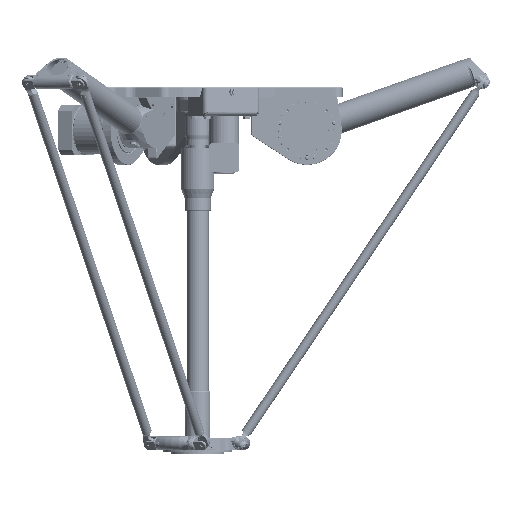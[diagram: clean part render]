
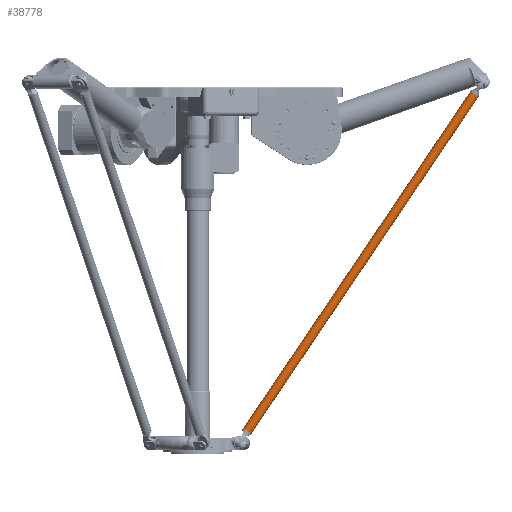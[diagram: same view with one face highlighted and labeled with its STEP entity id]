
A CAD part, front view. The second image highlights one B-rep face of the part: STEP entity #38778.
In plain terms, the highlighted cylindrical face has radius 15 mm (diameter 30 mm), a full revolution.
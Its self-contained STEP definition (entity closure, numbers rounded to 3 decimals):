
#1620=FACE_BOUND('',#11546,.T.);
#4956=CIRCLE('',#42924,15.);
#4960=CIRCLE('',#42930,15.);
#6008=CYLINDRICAL_SURFACE('',#42981,15.);
#8191=FACE_OUTER_BOUND('',#11545,.T.);
#11545=EDGE_LOOP('',(#33763));
#11546=EDGE_LOOP('',(#33764));
#20187=VERTEX_POINT('',#77085);
#20191=VERTEX_POINT('',#77095);
#24829=EDGE_CURVE('',#20187,#20187,#4956,.T.);
#24833=EDGE_CURVE('',#20191,#20191,#4960,.T.);
#33763=ORIENTED_EDGE('',*,*,#24829,.T.);
#33764=ORIENTED_EDGE('',*,*,#24833,.T.);
#38778=ADVANCED_FACE('',(#8191,#1620),#6008,.T.);
#42924=AXIS2_PLACEMENT_3D('',#77086,#52869,#52870);
#42930=AXIS2_PLACEMENT_3D('',#77096,#52881,#52882);
#42981=AXIS2_PLACEMENT_3D('',#78429,#53002,#53003);
#52869=DIRECTION('center_axis',(-1.,0.,0.));
#52870=DIRECTION('ref_axis',(0.,0.,1.));
#52881=DIRECTION('center_axis',(1.,0.,0.));
#52882=DIRECTION('ref_axis',(0.,0.,1.));
#53002=DIRECTION('center_axis',(-1.,0.,0.));
#53003=DIRECTION('ref_axis',(0.,0.,1.));
#77085=CARTESIAN_POINT('',(64.959,0.,15.));
#77086=CARTESIAN_POINT('Origin',(64.959,0.,0.));
#77095=CARTESIAN_POINT('',(-1159.959,0.,15.));
#77096=CARTESIAN_POINT('Origin',(-1159.959,0.,0.));
#78429=CARTESIAN_POINT('Origin',(70.5,0.,0.));
